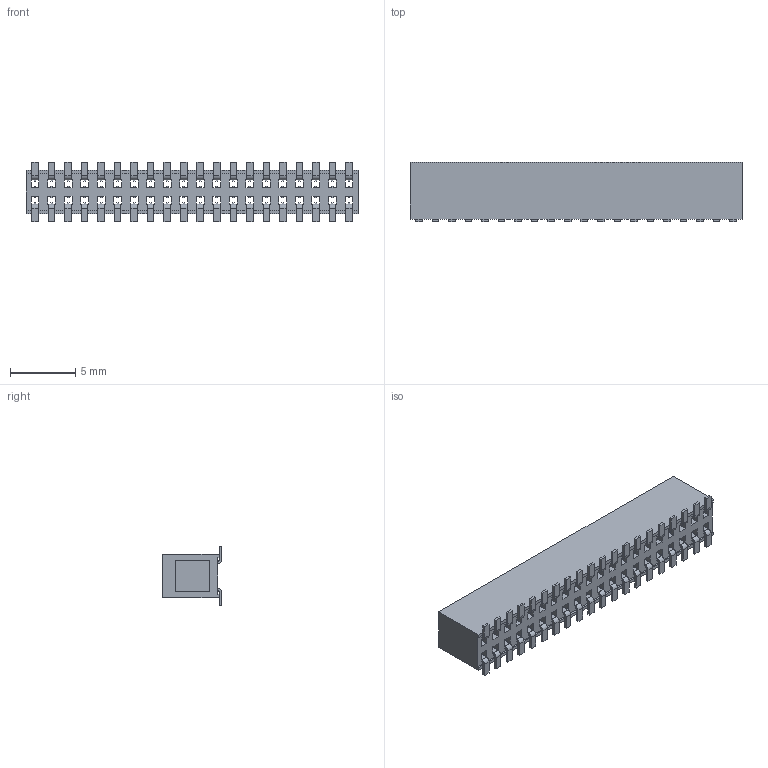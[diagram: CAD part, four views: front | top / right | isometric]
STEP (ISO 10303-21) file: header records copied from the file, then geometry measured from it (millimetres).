
FILE_DESCRIPTION( ( 'STEP AP214' ), '1' );
FILE_NAME( 'FLE-120-01-G-DV.stp', '2021-01-11T16:56:29', ( 'License CC BY-ND 4.0' ), ( 'CADENAS' ), ' ', 'PARTsolutions', ' ' );
FILE_SCHEMA( ( 'AUTOMOTIVE_DESIGN { 1 0 10303 214 1 1 1 1 }' ) );
Length unit declared in the file: inch
Products named in the file (3): FLE-120-01-G-DV; _FLE-120-01-DV_socket; _C-96-01-20-DV
Assembly tree (2 placements, depth 2):
  FLE-120-01-G-DV
    _FLE-120-01-DV_socket
    _C-96-01-20-DV
Bounding box: 25.51 x 4.55 x 4.59 mm (x, y, z)
Volume: 398.5 mm3; surface area: 1644.8 mm2
Topology: 2 solids, 2 shells, 1193 faces, 3350 edges, 2180 vertices
Faces by surface type: plane 1075, cylinder 118
Full cylindrical faces by diameter (mm): 0.381 x19, 0.508 x19
Entity records: 47444 total; most frequent: CARTESIAN_POINT 6688, ORIENTED_EDGE 6624, DIRECTION 5940, EDGE_CURVE 3312, LINE 3076, VECTOR 3076, VERTEX_POINT 2180, EDGE_LOOP 1448
